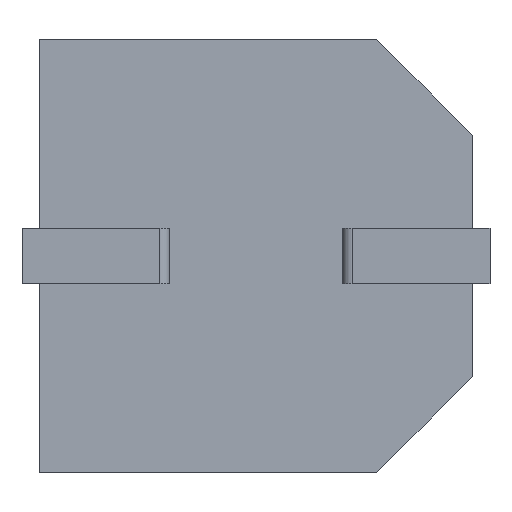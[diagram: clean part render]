
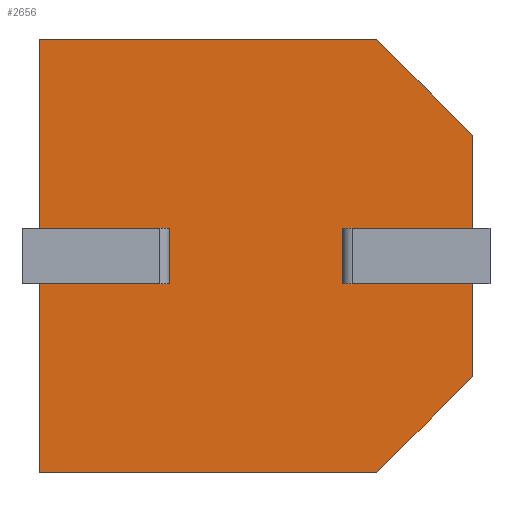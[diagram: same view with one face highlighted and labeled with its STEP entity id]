
A CAD part, front view. The second image highlights one B-rep face of the part: STEP entity #2656.
In plain terms, the highlighted planar face has unit normal (0, -1, 0).
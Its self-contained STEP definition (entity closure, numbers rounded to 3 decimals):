
#90 = LINE ( 'NONE', #730, #985 ) ;
#117 = VECTOR ( 'NONE', #917, 1000. ) ;
#137 = VERTEX_POINT ( 'NONE', #1638 ) ;
#200 = DIRECTION ( 'NONE',  ( 0., 0., 1. ) ) ;
#219 = VERTEX_POINT ( 'NONE', #615 ) ;
#228 = DIRECTION ( 'NONE',  ( 0.707, 0., 0.707 ) ) ;
#331 = VECTOR ( 'NONE', #1213, 1000. ) ;
#343 = VERTEX_POINT ( 'NONE', #2503 ) ;
#355 = LINE ( 'NONE', #638, #117 ) ;
#364 = VECTOR ( 'NONE', #1765, 1000. ) ;
#366 = EDGE_CURVE ( 'NONE', #595, #1918, #355, .T. ) ;
#427 = VERTEX_POINT ( 'NONE', #2825 ) ;
#428 = EDGE_CURVE ( 'NONE', #1778, #3301, #565, .T. ) ;
#452 = LINE ( 'NONE', #2070, #1151 ) ;
#516 = VECTOR ( 'NONE', #2395, 1000. ) ;
#554 = ORIENTED_EDGE ( 'NONE', *, *, #428, .T. ) ;
#565 = LINE ( 'NONE', #2791, #331 ) ;
#595 = VERTEX_POINT ( 'NONE', #1283 ) ;
#602 = ORIENTED_EDGE ( 'NONE', *, *, #2980, .F. ) ;
#615 = CARTESIAN_POINT ( 'NONE',  ( 2.55, 0., -4.8 ) ) ;
#638 = CARTESIAN_POINT ( 'NONE',  ( 5.95, 0., -4.8 ) ) ;
#660 = VECTOR ( 'NONE', #790, 1000. ) ;
#692 = CARTESIAN_POINT ( 'NONE',  ( 6.626, 0., 0. ) ) ;
#730 = CARTESIAN_POINT ( 'NONE',  ( 8.5, 0., -6.626 ) ) ;
#773 = CARTESIAN_POINT ( 'NONE',  ( 2.55, 0., -4.8 ) ) ;
#790 = DIRECTION ( 'NONE',  ( -1., 0., 0. ) ) ;
#801 = VECTOR ( 'NONE', #2148, 1000. ) ;
#847 = LINE ( 'NONE', #1418, #2790 ) ;
#897 = DIRECTION ( 'NONE',  ( -1., 0., 0. ) ) ;
#917 = DIRECTION ( 'NONE',  ( 0., 0., 1. ) ) ;
#951 = LINE ( 'NONE', #3063, #2574 ) ;
#973 = EDGE_CURVE ( 'NONE', #1869, #2575, #1669, .T. ) ;
#985 = VECTOR ( 'NONE', #228, 1000. ) ;
#1013 = EDGE_CURVE ( 'NONE', #2999, #3187, #847, .T. ) ;
#1027 = CARTESIAN_POINT ( 'NONE',  ( 0., 0., -8.5 ) ) ;
#1069 = ORIENTED_EDGE ( 'NONE', *, *, #1916, .T. ) ;
#1077 = ORIENTED_EDGE ( 'NONE', *, *, #973, .F. ) ;
#1135 = LINE ( 'NONE', #1752, #364 ) ;
#1151 = VECTOR ( 'NONE', #2321, 1000. ) ;
#1192 = CARTESIAN_POINT ( 'NONE',  ( 6.626, 0., -8.5 ) ) ;
#1204 = VERTEX_POINT ( 'NONE', #2034 ) ;
#1213 = DIRECTION ( 'NONE',  ( -0.707, 0., 0.707 ) ) ;
#1233 = PLANE ( 'NONE',  #2487 ) ;
#1283 = CARTESIAN_POINT ( 'NONE',  ( 5.95, 0., -4.8 ) ) ;
#1321 = EDGE_CURVE ( 'NONE', #595, #137, #2903, .T. ) ;
#1397 = CARTESIAN_POINT ( 'NONE',  ( 8.5, 0., -1.874 ) ) ;
#1408 = CARTESIAN_POINT ( 'NONE',  ( 0., 0., -3.7 ) ) ;
#1418 = CARTESIAN_POINT ( 'NONE',  ( 0., 0., 0. ) ) ;
#1434 = ORIENTED_EDGE ( 'NONE', *, *, #2267, .F. ) ;
#1458 = DIRECTION ( 'NONE',  ( 1., 0., 0. ) ) ;
#1460 = DIRECTION ( 'NONE',  ( 0., 0., -1. ) ) ;
#1494 = LINE ( 'NONE', #1591, #516 ) ;
#1500 = EDGE_CURVE ( 'NONE', #1778, #1204, #1494, .T. ) ;
#1564 = LINE ( 'NONE', #773, #660 ) ;
#1591 = CARTESIAN_POINT ( 'NONE',  ( 8.5, 0., 0. ) ) ;
#1638 = CARTESIAN_POINT ( 'NONE',  ( 8.5, 0., -4.8 ) ) ;
#1644 = ORIENTED_EDGE ( 'NONE', *, *, #2215, .T. ) ;
#1648 = LINE ( 'NONE', #2748, #3344 ) ;
#1669 = LINE ( 'NONE', #2372, #3233 ) ;
#1752 = CARTESIAN_POINT ( 'NONE',  ( 8.5, 0., 0. ) ) ;
#1765 = DIRECTION ( 'NONE',  ( 0., 0., -1. ) ) ;
#1768 = DIRECTION ( 'NONE',  ( 0., 1., 0. ) ) ;
#1778 = VERTEX_POINT ( 'NONE', #1397 ) ;
#1869 = VERTEX_POINT ( 'NONE', #2545 ) ;
#1916 = EDGE_CURVE ( 'NONE', #1918, #1204, #951, .T. ) ;
#1918 = VERTEX_POINT ( 'NONE', #3305 ) ;
#1954 = VERTEX_POINT ( 'NONE', #1192 ) ;
#1962 = EDGE_CURVE ( 'NONE', #427, #3301, #2287, .T. ) ;
#2034 = CARTESIAN_POINT ( 'NONE',  ( 8.5, 0., -3.7 ) ) ;
#2070 = CARTESIAN_POINT ( 'NONE',  ( 2.55, 0., -4.8 ) ) ;
#2117 = CARTESIAN_POINT ( 'NONE',  ( 0., 0., -4.8 ) ) ;
#2139 = EDGE_CURVE ( 'NONE', #427, #2575, #2606, .T. ) ;
#2148 = DIRECTION ( 'NONE',  ( 1., 0., 0. ) ) ;
#2208 = VECTOR ( 'NONE', #2272, 1000. ) ;
#2215 = EDGE_CURVE ( 'NONE', #3187, #1954, #1648, .T. ) ;
#2267 = EDGE_CURVE ( 'NONE', #219, #1869, #452, .T. ) ;
#2272 = DIRECTION ( 'NONE',  ( 1., 0., 0. ) ) ;
#2275 = EDGE_CURVE ( 'NONE', #1954, #343, #90, .T. ) ;
#2287 = LINE ( 'NONE', #2803, #2208 ) ;
#2321 = DIRECTION ( 'NONE',  ( 0., 0., 1. ) ) ;
#2324 = VECTOR ( 'NONE', #1460, 1000. ) ;
#2367 = EDGE_LOOP ( 'NONE', ( #3191, #2968, #1069, #3004, #554, #2817, #2617, #1077, #1434, #2407, #3228, #1644, #3252, #602 ) ) ;
#2372 = CARTESIAN_POINT ( 'NONE',  ( 2.55, 0., -3.7 ) ) ;
#2395 = DIRECTION ( 'NONE',  ( 0., 0., -1. ) ) ;
#2407 = ORIENTED_EDGE ( 'NONE', *, *, #3021, .T. ) ;
#2487 = AXIS2_PLACEMENT_3D ( 'NONE', #3078, #1768, #200 ) ;
#2503 = CARTESIAN_POINT ( 'NONE',  ( 8.5, 0., -6.626 ) ) ;
#2536 = DIRECTION ( 'NONE',  ( 1., 0., 0. ) ) ;
#2545 = CARTESIAN_POINT ( 'NONE',  ( 2.55, 0., -3.7 ) ) ;
#2574 = VECTOR ( 'NONE', #1458, 1000. ) ;
#2575 = VERTEX_POINT ( 'NONE', #1408 ) ;
#2606 = LINE ( 'NONE', #3049, #2324 ) ;
#2617 = ORIENTED_EDGE ( 'NONE', *, *, #2139, .T. ) ;
#2656 = ADVANCED_FACE ( 'NONE', ( #2995 ), #1233, .F. ) ;
#2748 = CARTESIAN_POINT ( 'NONE',  ( 0., 0., -8.5 ) ) ;
#2790 = VECTOR ( 'NONE', #3281, 1000. ) ;
#2791 = CARTESIAN_POINT ( 'NONE',  ( 6.626, 0., 0. ) ) ;
#2803 = CARTESIAN_POINT ( 'NONE',  ( 0., 0., 0. ) ) ;
#2817 = ORIENTED_EDGE ( 'NONE', *, *, #1962, .F. ) ;
#2825 = CARTESIAN_POINT ( 'NONE',  ( 0., 0., 0. ) ) ;
#2903 = LINE ( 'NONE', #3130, #801 ) ;
#2968 = ORIENTED_EDGE ( 'NONE', *, *, #366, .T. ) ;
#2980 = EDGE_CURVE ( 'NONE', #137, #343, #1135, .T. ) ;
#2995 = FACE_OUTER_BOUND ( 'NONE', #2367, .T. ) ;
#2999 = VERTEX_POINT ( 'NONE', #2117 ) ;
#3004 = ORIENTED_EDGE ( 'NONE', *, *, #1500, .F. ) ;
#3021 = EDGE_CURVE ( 'NONE', #219, #2999, #1564, .T. ) ;
#3049 = CARTESIAN_POINT ( 'NONE',  ( 0., 0., 0. ) ) ;
#3063 = CARTESIAN_POINT ( 'NONE',  ( 5.95, 0., -3.7 ) ) ;
#3078 = CARTESIAN_POINT ( 'NONE',  ( 0., 0., 0. ) ) ;
#3130 = CARTESIAN_POINT ( 'NONE',  ( 5.95, 0., -4.8 ) ) ;
#3187 = VERTEX_POINT ( 'NONE', #1027 ) ;
#3191 = ORIENTED_EDGE ( 'NONE', *, *, #1321, .F. ) ;
#3228 = ORIENTED_EDGE ( 'NONE', *, *, #1013, .T. ) ;
#3233 = VECTOR ( 'NONE', #897, 1000. ) ;
#3252 = ORIENTED_EDGE ( 'NONE', *, *, #2275, .T. ) ;
#3281 = DIRECTION ( 'NONE',  ( 0., 0., -1. ) ) ;
#3301 = VERTEX_POINT ( 'NONE', #692 ) ;
#3305 = CARTESIAN_POINT ( 'NONE',  ( 5.95, 0., -3.7 ) ) ;
#3344 = VECTOR ( 'NONE', #2536, 1000. ) ;
